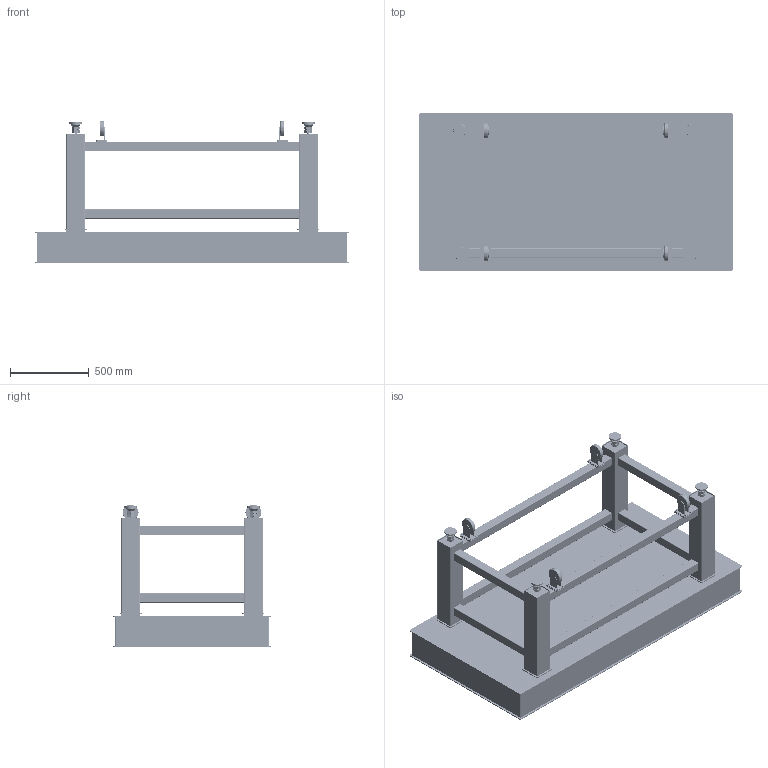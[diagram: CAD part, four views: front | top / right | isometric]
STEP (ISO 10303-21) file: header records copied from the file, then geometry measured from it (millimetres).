
FILE_DESCRIPTION (( 'STEP AP214' ), '1' );
FILE_NAME ('516108.STEP', '2024-03-29T04:01:15', ( '' ), ( '' ), 'SwSTEP 2.0', 'SolidWorks 2020', '' );
FILE_SCHEMA (( 'AUTOMOTIVE_DESIGN' ));
Length unit declared in the file: millimetre
Products named in the file (1): 516108
Bounding box: 2000 x 1000 x 908 mm (x, y, z)
Volume: 396231931.7 mm3; surface area: 16363037.4 mm2
Topology: 62 solids, 62 shells, 9905 faces, 20272 edges, 13468 vertices
Faces by surface type: cylinder 6256, plane 3457, cone 160, bspline 32
Entity records: 378840 total; most frequent: DIRECTION 52224, CARTESIAN_POINT 46890, ORIENTED_EDGE 40544, AXIS2_PLACEMENT_3D 22498, EDGE_CURVE 20272, VERTEX_POINT 13468, EDGE_LOOP 13010, CIRCLE 12624
